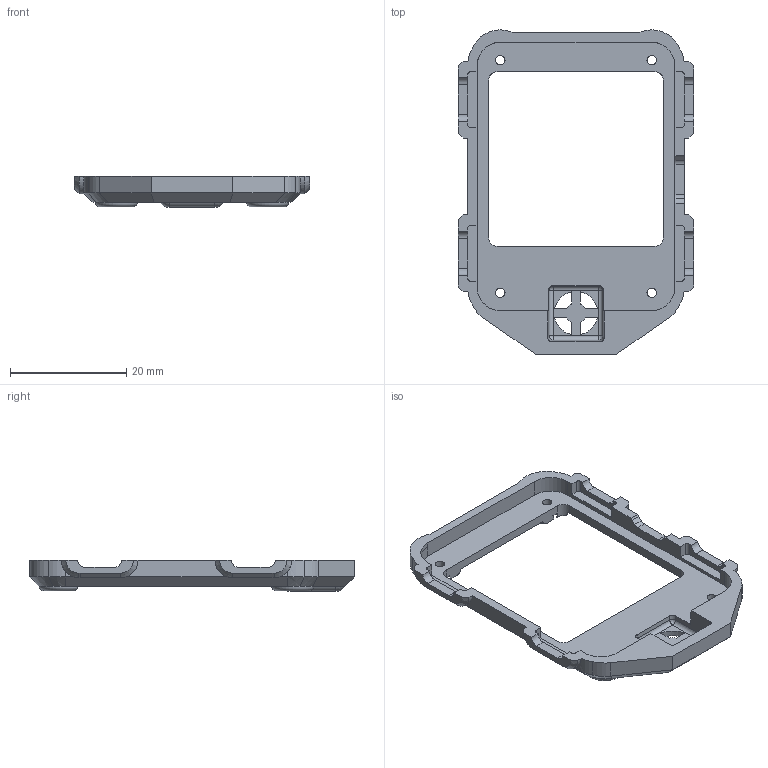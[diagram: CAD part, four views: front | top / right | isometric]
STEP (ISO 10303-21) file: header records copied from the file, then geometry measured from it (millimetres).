
FILE_DESCRIPTION(('Open CASCADE Model'),'2;1');
FILE_NAME('Open CASCADE Shape Model','2021-08-26T01:17:58',('Author'),( 'Open CASCADE'),'Open CASCADE STEP processor 7.5','Open CASCADE 7.5' ,'Unknown');
FILE_SCHEMA(('AUTOMOTIVE_DESIGN { 1 0 10303 214 1 1 1 1 }'));
Length unit declared in the file: millimetre
Products named in the file (1): Open CASCADE STEP translator 7.5 2
Bounding box: 40.4 x 55.68 x 5.33 mm (x, y, z)
Volume: 2443.5 mm3; surface area: 3584.9 mm2
Topology: 1 solids, 1 shells, 195 faces, 541 edges, 349 vertices
Faces by surface type: plane 93, cylinder 70, cone 16, sphere 8, torus 4, bspline 4
Full cylindrical faces by diameter (mm): 1.623 x4, 4 x2
Entity records: 14991 total; most frequent: CARTESIAN_POINT 4599, DIRECTION 1876, ORIENTED_EDGE 1082, PCURVE 1082, DEFINITIONAL_REPRESENTATION 1082, LINE 1042, VECTOR 1042, EDGE_CURVE 541
